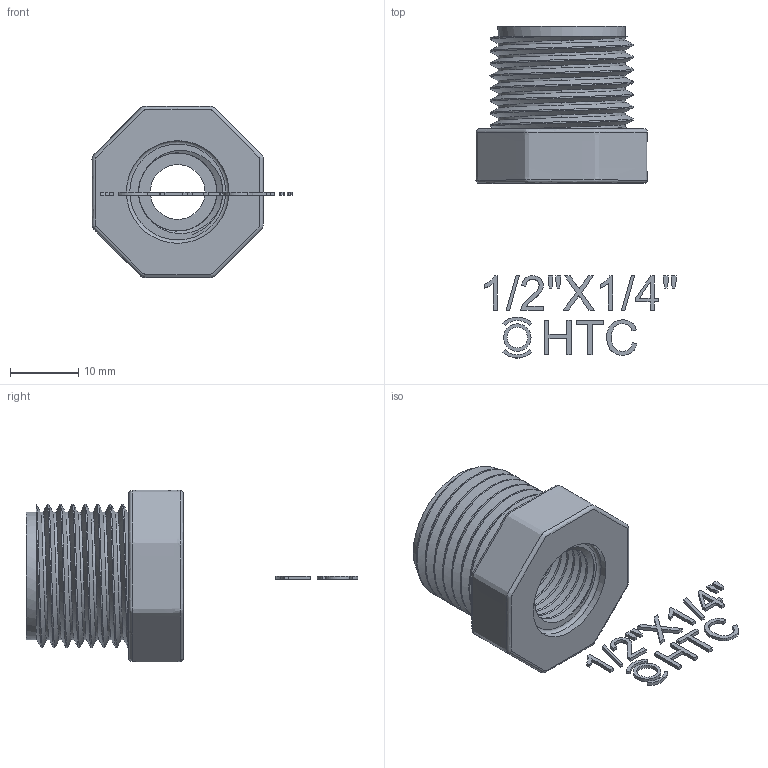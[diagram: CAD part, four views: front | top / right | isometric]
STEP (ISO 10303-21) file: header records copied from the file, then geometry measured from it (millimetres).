
FILE_DESCRIPTION(/* description */ (''),/* implementation_level */ '2;1');
FILE_NAME(/* name */ '短型异径管接（内外螺纹）1214.stp',/* time_stamp */ '2026-01-19T08:26:32+08:00',/* author */ (''),/* organization */ (''),/* preprocessor_version */ 'ST-DEVELOPER v16',/* originating_system */ 'SIEMENS PLM Software NX 10.0',/* authorisation */ '');
FILE_SCHEMA (('AUTOMOTIVE_DESIGN { 1 0 10303 214 3 1 1 1 }'));
Length unit declared in the file: millimetre
Products named in the file (1): gelv1E802BE5353a
Bounding box: 29.22 x 48.49 x 25.04 mm (x, y, z)
Volume: 6499.4 mm3; surface area: 4507.6 mm2
Topology: 18 solids, 18 shells, 198 faces, 478 edges, 319 vertices
Faces by surface type: plane 137, extrusion 34, cylinder 20, bspline 6, torus 1
Full cylindrical faces by diameter (mm): 3 x1, 4 x1, 8 x1, 15 x1, 18.631 x8
Entity records: 10238 total; most frequent: CARTESIAN_POINT 6281, ORIENTED_EDGE 880, DIRECTION 530, EDGE_CURVE 440, B_SPLINE_CURVE_WITH_KNOTS 305, VERTEX_POINT 298, EDGE_LOOP 208, ADVANCED_FACE 190
